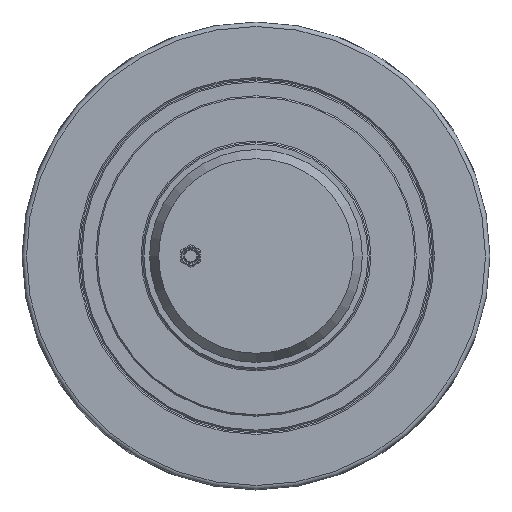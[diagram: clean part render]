
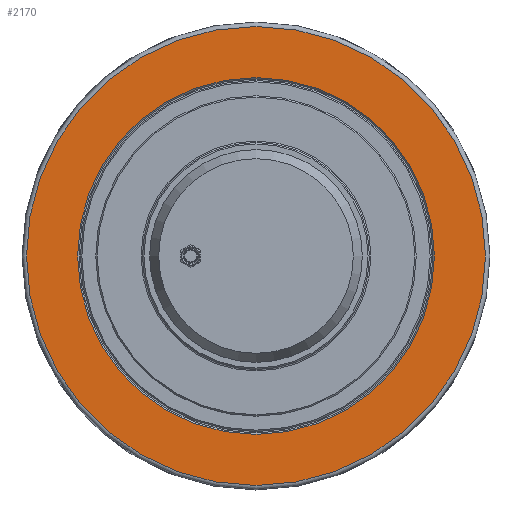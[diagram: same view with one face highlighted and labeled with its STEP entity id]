
A CAD part, left-side view. The second image highlights one B-rep face of the part: STEP entity #2170.
In plain terms, the highlighted planar face has unit normal (-1, 0, 0).
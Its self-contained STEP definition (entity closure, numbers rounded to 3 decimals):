
#107=FACE_BOUND('',#447,.T.);
#210=CIRCLE('',#2405,62.9);
#211=CIRCLE('',#2407,80.911);
#212=CIRCLE('',#2408,80.911);
#311=FACE_OUTER_BOUND('',#446,.T.);
#446=EDGE_LOOP('',(#1654,#1655));
#447=EDGE_LOOP('',(#1656));
#927=VERTEX_POINT('',#3521);
#928=VERTEX_POINT('',#3525);
#929=VERTEX_POINT('',#3526);
#1186=EDGE_CURVE('',#927,#927,#210,.T.);
#1188=EDGE_CURVE('',#928,#929,#211,.T.);
#1189=EDGE_CURVE('',#929,#928,#212,.T.);
#1654=ORIENTED_EDGE('',*,*,#1188,.F.);
#1655=ORIENTED_EDGE('',*,*,#1189,.F.);
#1656=ORIENTED_EDGE('',*,*,#1186,.F.);
#1957=PLANE('',#2406);
#2170=ADVANCED_FACE('',(#311,#107),#1957,.T.);
#2405=AXIS2_PLACEMENT_3D('',#3522,#2900,#2901);
#2406=AXIS2_PLACEMENT_3D('',#3524,#2903,#2904);
#2407=AXIS2_PLACEMENT_3D('',#3527,#2905,#2906);
#2408=AXIS2_PLACEMENT_3D('',#3528,#2907,#2908);
#2900=DIRECTION('center_axis',(-1.,0.,0.));
#2901=DIRECTION('ref_axis',(0.,0.,
1.));
#2903=DIRECTION('center_axis',(-1.,0.,0.));
#2904=DIRECTION('ref_axis',(0.,1.,0.));
#2905=DIRECTION('center_axis',(1.,0.,0.));
#2906=DIRECTION('ref_axis',(0.,0.,
1.));
#2907=DIRECTION('center_axis',(1.,0.,0.));
#2908=DIRECTION('ref_axis',(0.,0.,
1.));
#3521=CARTESIAN_POINT('',(-10.775,1.329,-62.9));
#3522=CARTESIAN_POINT('Origin',(-10.775,1.329,0.));
#3524=CARTESIAN_POINT('Origin',(-10.775,1.329,-72.397));
#3525=CARTESIAN_POINT('',(-10.775,1.329,-80.911));
#3526=CARTESIAN_POINT('',(-10.775,82.241,0.));
#3527=CARTESIAN_POINT('Origin',(-10.775,1.329,0.));
#3528=CARTESIAN_POINT('Origin',(-10.775,1.329,0.));
